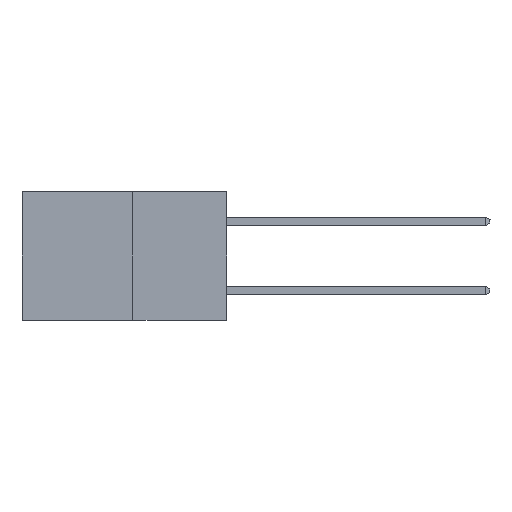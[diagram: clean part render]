
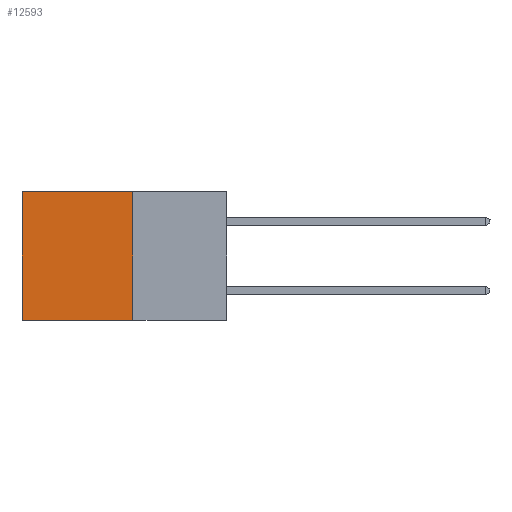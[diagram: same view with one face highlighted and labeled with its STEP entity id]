
A CAD part, left-side view. The second image highlights one B-rep face of the part: STEP entity #12593.
In plain terms, the highlighted planar face has unit normal (-1, 0, 0).
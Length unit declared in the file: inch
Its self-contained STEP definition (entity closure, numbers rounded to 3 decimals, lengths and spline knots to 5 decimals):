
#620 = VERTEX_POINT ( 'NONE', #15569 ) ;
#1050 = ORIENTED_EDGE ( 'NONE', *, *, #7578, .F. ) ;
#1108 = ORIENTED_EDGE ( 'NONE', *, *, #8825, .T. ) ;
#2077 = FACE_OUTER_BOUND ( 'NONE', #17122, .T. ) ;
#2299 = ORIENTED_EDGE ( 'NONE', *, *, #3335, .T. ) ;
#3335 = EDGE_CURVE ( 'NONE', #3453, #620, #3522, .T. ) ;
#3453 = VERTEX_POINT ( 'NONE', #8856 ) ;
#3522 = LINE ( 'NONE', #18686, #15209 ) ;
#3860 = VECTOR ( 'NONE', #4667, 39.37008 ) ;
#4074 = VECTOR ( 'NONE', #12872, 39.37008 ) ;
#4667 = DIRECTION ( 'NONE',  ( 0., 1., 0. ) ) ;
#5742 = ORIENTED_EDGE ( 'NONE', *, *, #8760, .F. ) ;
#6827 = VERTEX_POINT ( 'NONE', #12617 ) ;
#7578 = EDGE_CURVE ( 'NONE', #6827, #11053, #11613, .T. ) ;
#8760 = EDGE_CURVE ( 'NONE', #3453, #6827, #14840, .T. ) ;
#8825 = EDGE_CURVE ( 'NONE', #620, #11053, #10012, .T. ) ;
#8856 = CARTESIAN_POINT ( 'NONE',  ( 0.277, 0.27, 0. ) ) ;
#10012 = LINE ( 'NONE', #16389, #13906 ) ;
#10598 = CARTESIAN_POINT ( 'NONE',  ( 0.277, 0.59, -0.37 ) ) ;
#11053 = VERTEX_POINT ( 'NONE', #10598 ) ;
#11613 = LINE ( 'NONE', #13741, #3860 ) ;
#11971 = CARTESIAN_POINT ( 'NONE',  ( 0.277, 0.27, -0.37 ) ) ;
#12593 = ADVANCED_FACE ( 'NONE', ( #2077 ), #13572, .F. ) ;
#12617 = CARTESIAN_POINT ( 'NONE',  ( 0.277, 0.27, -0.37 ) ) ;
#12730 = DIRECTION ( 'NONE',  ( 0., 0., -1. ) ) ;
#12872 = DIRECTION ( 'NONE',  ( 0., 0., -1. ) ) ;
#13572 = PLANE ( 'NONE',  #14940 ) ;
#13741 = CARTESIAN_POINT ( 'NONE',  ( 0.277, 0.27, -0.37 ) ) ;
#13906 = VECTOR ( 'NONE', #16437, 39.37008 ) ;
#14840 = LINE ( 'NONE', #15397, #4074 ) ;
#14940 = AXIS2_PLACEMENT_3D ( 'NONE', #11971, #15886, #12730 ) ;
#15209 = VECTOR ( 'NONE', #18590, 39.37008 ) ;
#15397 = CARTESIAN_POINT ( 'NONE',  ( 0.277, 0.27, -0.37 ) ) ;
#15569 = CARTESIAN_POINT ( 'NONE',  ( 0.277, 0.59, 0. ) ) ;
#15886 = DIRECTION ( 'NONE',  ( 1., 0., 0. ) ) ;
#16389 = CARTESIAN_POINT ( 'NONE',  ( 0.277, 0.59, -0.37 ) ) ;
#16437 = DIRECTION ( 'NONE',  ( 0., 0., -1. ) ) ;
#17122 = EDGE_LOOP ( 'NONE', ( #1108, #1050, #5742, #2299 ) ) ;
#18590 = DIRECTION ( 'NONE',  ( 0., 1., 0. ) ) ;
#18686 = CARTESIAN_POINT ( 'NONE',  ( 0.277, 0.27, 0. ) ) ;
